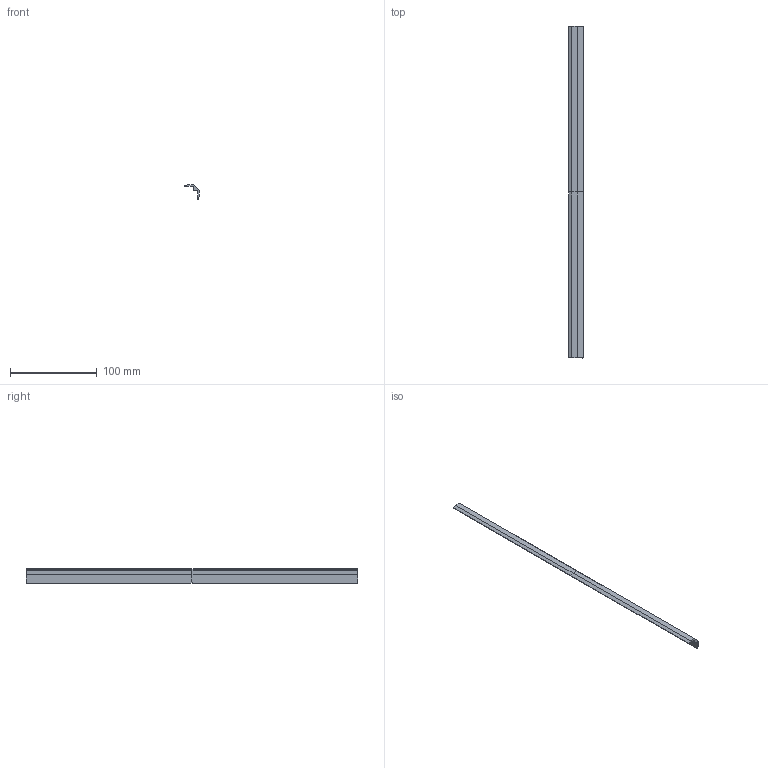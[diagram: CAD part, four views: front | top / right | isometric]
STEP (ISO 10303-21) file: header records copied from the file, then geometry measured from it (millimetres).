
FILE_DESCRIPTION(/* description */ (''),/* implementation_level */ '2;1');
FILE_NAME(/* name */ 'X-Pillar (Long) - 4ea.step',/* time_stamp */ '2024-03-04T17:37:24+09:00',/* author */ (''),/* organization */ (''),/* preprocessor_version */ 'ST-DEVELOPER v20',/* originating_system */ 'Autodesk Translation Framework v12.20.1.177',/* authorisation */ '');
FILE_SCHEMA (('AUTOMOTIVE_DESIGN { 1 0 10303 214 3 1 1 }'));
Length unit declared in the file: millimetre
Products named in the file (2): FusionComponent; Component2
Assembly tree (1 placements, depth 2):
  FusionComponent
    Component2
Bounding box: 17 x 383.01 x 17 mm (x, y, z)
Volume: 22623.5 mm3; surface area: 23789.8 mm2
Topology: 2 solids, 2 shells, 26 faces, 66 edges, 44 vertices
Faces by surface type: plane 26
Entity records: 831 total; most frequent: CARTESIAN_POINT 139, ORIENTED_EDGE 132, DIRECTION 124, LINE 66, VECTOR 66, EDGE_CURVE 66, VERTEX_POINT 44, AXIS2_PLACEMENT_3D 29
